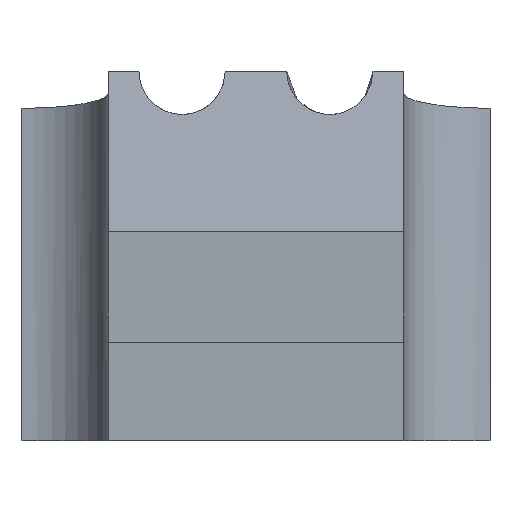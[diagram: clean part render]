
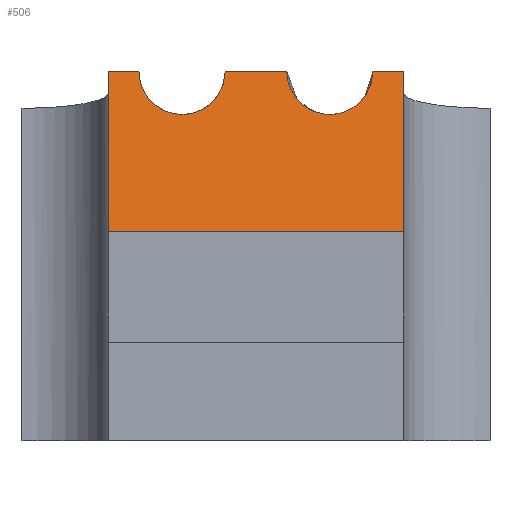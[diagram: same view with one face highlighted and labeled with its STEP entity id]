
A CAD part, left-side view. The second image highlights one B-rep face of the part: STEP entity #506.
In plain terms, the highlighted planar face has unit normal (-0.5, 0, 0.866).
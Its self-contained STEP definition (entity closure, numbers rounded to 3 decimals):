
#49=PLANE('',#552);
#77=FACE_OUTER_BOUND('',#109,.T.);
#109=EDGE_LOOP('',(#417,#418,#419,#420,#421,#422,#423,#424));
#140=LINE('',#807,#183);
#143=LINE('',#812,#186);
#149=LINE('',#889,#192);
#155=LINE('',#905,#198);
#158=LINE('',#912,#201);
#160=LINE('',#915,#203);
#183=VECTOR('',#610,2.5);
#186=VECTOR('',#615,2.5);
#192=VECTOR('',#639,26.);
#198=VECTOR('',#653,26.);
#201=VECTOR('',#660,24.);
#203=VECTOR('',#664,5.);
#214=ELLIPSE('',#522,7.,3.5);
#216=ELLIPSE('',#525,7.,3.5);
#223=VERTEX_POINT('',#703);
#224=VERTEX_POINT('',#704);
#227=VERTEX_POINT('',#712);
#228=VERTEX_POINT('',#713);
#244=VERTEX_POINT('',#806);
#245=VERTEX_POINT('',#810);
#257=VERTEX_POINT('',#888);
#263=VERTEX_POINT('',#903);
#272=EDGE_CURVE('',#223,#224,#214,.T.);
#276=EDGE_CURVE('',#227,#228,#216,.T.);
#296=EDGE_CURVE('',#244,#223,#140,.T.);
#299=EDGE_CURVE('',#228,#245,#143,.T.);
#312=EDGE_CURVE('',#257,#244,#149,.T.);
#320=EDGE_CURVE('',#245,#263,#155,.T.);
#324=EDGE_CURVE('',#257,#263,#158,.T.);
#326=EDGE_CURVE('',#224,#227,#160,.T.);
#417=ORIENTED_EDGE('',*,*,#272,.T.);
#418=ORIENTED_EDGE('',*,*,#326,.T.);
#419=ORIENTED_EDGE('',*,*,#276,.T.);
#420=ORIENTED_EDGE('',*,*,#299,.T.);
#421=ORIENTED_EDGE('',*,*,#320,.T.);
#422=ORIENTED_EDGE('',*,*,#324,.F.);
#423=ORIENTED_EDGE('',*,*,#312,.T.);
#424=ORIENTED_EDGE('',*,*,#296,.T.);
#506=ADVANCED_FACE('',(#77),#49,.T.);
#522=AXIS2_PLACEMENT_3D('',#705,#570,#571);
#525=AXIS2_PLACEMENT_3D('',#714,#578,#579);
#552=AXIS2_PLACEMENT_3D('',#914,#662,#663);
#570=DIRECTION('center_axis',(0.5,0.,-0.866));
#571=DIRECTION('ref_axis',(-0.866,0.,-0.5));
#578=DIRECTION('center_axis',(0.5,0.,-0.866));
#579=DIRECTION('ref_axis',(-0.866,0.,-0.5));
#610=DIRECTION('',(0.,1.,0.));
#615=DIRECTION('',(0.,1.,0.));
#639=DIRECTION('',(0.866,0.,0.5));
#653=DIRECTION('',(-0.866,0.,-0.5));
#660=DIRECTION('',(0.,1.,0.));
#662=DIRECTION('center_axis',(-0.5,0.,0.866));
#663=DIRECTION('ref_axis',(0.866,0.,0.5));
#664=DIRECTION('',(0.,1.,0.));
#703=CARTESIAN_POINT('',(62.517,-9.5,30.));
#704=CARTESIAN_POINT('',(62.517,-2.5,30.));
#705=CARTESIAN_POINT('Origin',(62.517,-6.,30.));
#712=CARTESIAN_POINT('',(62.517,2.5,30.));
#713=CARTESIAN_POINT('',(62.517,9.5,30.));
#714=CARTESIAN_POINT('Origin',(62.517,6.,30.));
#806=CARTESIAN_POINT('',(62.517,-12.,30.));
#807=CARTESIAN_POINT('',(62.517,0.,30.));
#810=CARTESIAN_POINT('',(62.517,12.,30.));
#812=CARTESIAN_POINT('',(62.517,0.,30.));
#888=CARTESIAN_POINT('',(40.,-12.,17.));
#889=CARTESIAN_POINT('',(32.578,-12.,12.715));
#903=CARTESIAN_POINT('',(40.,12.,17.));
#905=CARTESIAN_POINT('',(62.953,12.,30.252));
#912=CARTESIAN_POINT('',(40.,0.,17.));
#914=CARTESIAN_POINT('Origin',(62.517,0.,30.));
#915=CARTESIAN_POINT('',(62.517,0.,30.));
